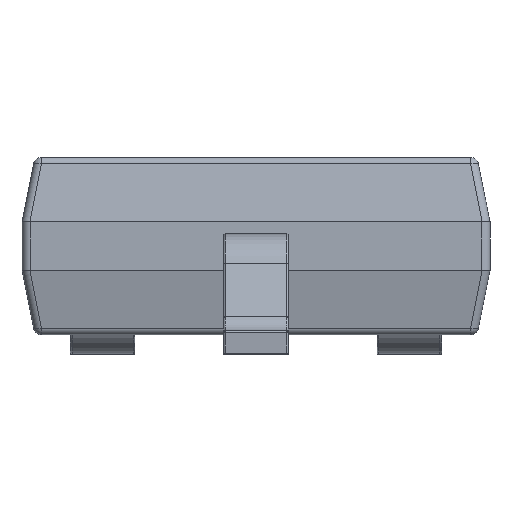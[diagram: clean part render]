
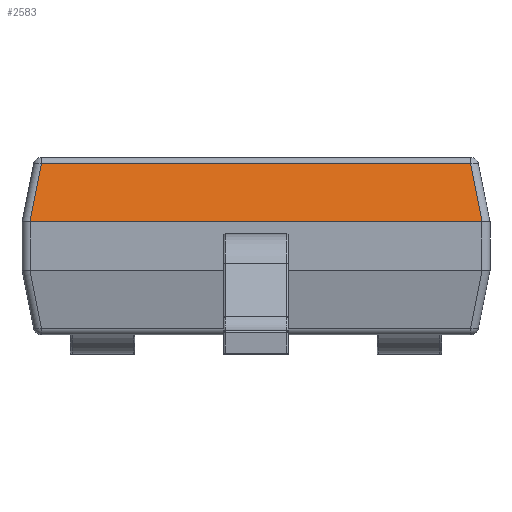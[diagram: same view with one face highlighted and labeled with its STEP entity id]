
A CAD part, left-side view. The second image highlights one B-rep face of the part: STEP entity #2583.
In plain terms, the highlighted planar face has unit normal (-0.981, 0, 0.196).
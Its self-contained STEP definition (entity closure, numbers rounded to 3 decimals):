
#2133 = EDGE_CURVE('',#2134,#2136,#2138,.T.);
#2134 = VERTEX_POINT('',#2135);
#2135 = CARTESIAN_POINT('',(-0.798,-1.395,
    0.821));
#2136 = VERTEX_POINT('',#2137);
#2137 = CARTESIAN_POINT('',(-0.798,1.395,
    0.821));
#2138 = LINE('',#2139,#2140);
#2139 = CARTESIAN_POINT('',(-0.798,1.445,
    0.821));
#2140 = VECTOR('',#2141,1.);
#2141 = DIRECTION('',(0.,1.,0.));
#2583 = ADVANCED_FACE('',(#2584),#2627,.T.);
#2584 = FACE_BOUND('',#2585,.T.);
#2585 = EDGE_LOOP('',(#2586,#2596,#2603,#2604,#2613,#2621));
#2586 = ORIENTED_EDGE('',*,*,#2587,.T.);
#2587 = EDGE_CURVE('',#2588,#2590,#2592,.T.);
#2588 = VERTEX_POINT('',#2589);
#2589 = CARTESIAN_POINT('',(-0.726,1.325,
    1.18));
#2590 = VERTEX_POINT('',#2591);
#2591 = CARTESIAN_POINT('',(-0.798,1.396,
    0.822));
#2592 = LINE('',#2593,#2594);
#2593 = CARTESIAN_POINT('',(-0.669,1.268,
    1.464));
#2594 = VECTOR('',#2595,1.);
#2595 = DIRECTION('',(-0.192,0.192,-0.962));
#2596 = ORIENTED_EDGE('',*,*,#2597,.T.);
#2597 = EDGE_CURVE('',#2590,#2136,#2598,.T.);
#2598 = ( BOUNDED_CURVE() B_SPLINE_CURVE(3,(#2599,#2600,#2601,#2602),
.UNSPECIFIED.,.F.,.F.) B_SPLINE_CURVE_WITH_KNOTS((4,4),(6.264,
6.283),.PIECEWISE_BEZIER_KNOTS.) CURVE() 
GEOMETRIC_REPRESENTATION_ITEM() RATIONAL_B_SPLINE_CURVE((1.,
1.,1.,1.)) REPRESENTATION_ITEM('') );
#2599 = CARTESIAN_POINT('',(-0.798,1.396,
    0.822));
#2600 = CARTESIAN_POINT('',(-0.798,1.396,
    0.821));
#2601 = CARTESIAN_POINT('',(-0.798,1.396,
    0.821));
#2602 = CARTESIAN_POINT('',(-0.798,1.395,
    0.821));
#2603 = ORIENTED_EDGE('',*,*,#2133,.F.);
#2604 = ORIENTED_EDGE('',*,*,#2605,.T.);
#2605 = EDGE_CURVE('',#2134,#2606,#2608,.T.);
#2606 = VERTEX_POINT('',#2607);
#2607 = CARTESIAN_POINT('',(-0.798,-1.396,
    0.822));
#2608 = ( BOUNDED_CURVE() B_SPLINE_CURVE(3,(#2609,#2610,#2611,#2612),
.UNSPECIFIED.,.F.,.F.) B_SPLINE_CURVE_WITH_KNOTS((4,4),(
    0.,0.019),.PIECEWISE_BEZIER_KNOTS.) 
CURVE() GEOMETRIC_REPRESENTATION_ITEM() RATIONAL_B_SPLINE_CURVE((1.,
1.,1.,1.)) REPRESENTATION_ITEM('') );
#2609 = CARTESIAN_POINT('',(-0.798,-1.395,
    0.821));
#2610 = CARTESIAN_POINT('',(-0.798,-1.396,
    0.821));
#2611 = CARTESIAN_POINT('',(-0.798,-1.396,
    0.821));
#2612 = CARTESIAN_POINT('',(-0.798,-1.396,
    0.822));
#2613 = ORIENTED_EDGE('',*,*,#2614,.T.);
#2614 = EDGE_CURVE('',#2606,#2615,#2617,.T.);
#2615 = VERTEX_POINT('',#2616);
#2616 = CARTESIAN_POINT('',(-0.726,-1.325,
    1.18));
#2617 = LINE('',#2618,#2619);
#2618 = CARTESIAN_POINT('',(-0.669,-1.268,
    1.464));
#2619 = VECTOR('',#2620,1.);
#2620 = DIRECTION('',(0.192,0.192,0.962));
#2621 = ORIENTED_EDGE('',*,*,#2622,.T.);
#2622 = EDGE_CURVE('',#2615,#2588,#2623,.T.);
#2623 = LINE('',#2624,#2625);
#2624 = CARTESIAN_POINT('',(-0.726,0.,
    1.18));
#2625 = VECTOR('',#2626,1.);
#2626 = DIRECTION('',(0.,1.,0.));
#2627 = PLANE('',#2628);
#2628 = AXIS2_PLACEMENT_3D('',#2629,#2630,#2631);
#2629 = CARTESIAN_POINT('',(-0.718,0.,
    1.22));
#2630 = DIRECTION('',(-0.981,0.,0.196
    ));
#2631 = DIRECTION('',(0.,1.,0.));
